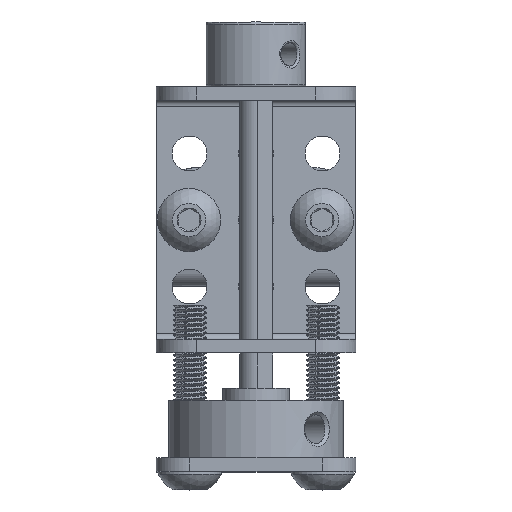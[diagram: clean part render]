
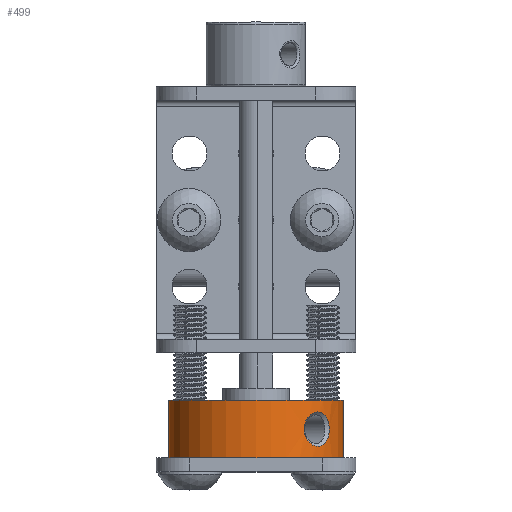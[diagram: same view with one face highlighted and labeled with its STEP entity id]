
A CAD part, top view. The second image highlights one B-rep face of the part: STEP entity #499.
In plain terms, the highlighted cylindrical face has radius 10.55 mm (diameter 21.1 mm), a full revolution.
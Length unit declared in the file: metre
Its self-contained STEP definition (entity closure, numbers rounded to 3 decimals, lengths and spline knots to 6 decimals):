
#499 = ADVANCED_FACE( '', ( #1009, #1010, #1011 ), #1012, .T. );
#1009 = FACE_OUTER_BOUND( '', #6682, .T. );
#1010 = FACE_OUTER_BOUND( '', #6683, .T. );
#1011 = FACE_BOUND( '', #6684, .T. );
#1012 = CYLINDRICAL_SURFACE( '', #6685, 0.01055 );
#6682 = EDGE_LOOP( '', ( #11618 ) );
#6683 = EDGE_LOOP( '', ( #11619 ) );
#6684 = EDGE_LOOP( '', ( #11620 ) );
#6685 = AXIS2_PLACEMENT_3D( '', #11621, #11622, #11623 );
#11618 = ORIENTED_EDGE( '', *, *, #13857, .F. );
#11619 = ORIENTED_EDGE( '', *, *, #13996, .T. );
#11620 = ORIENTED_EDGE( '', *, *, #13997, .T. );
#11621 = CARTESIAN_POINT( '', ( 0., 0., 0.00845 ) );
#11622 = DIRECTION( '', ( 0., 0., -1. ) );
#11623 = DIRECTION( '', ( -0.707, -0.707, 0. ) );
#13857 = EDGE_CURVE( '', #14876, #14876, #14877, .T. );
#13996 = EDGE_CURVE( '', #15129, #15129, #15130, .T. );
#13997 = EDGE_CURVE( '', #15131, #15131, #15132, .T. );
#14876 = VERTEX_POINT( '', #17911 );
#14877 = CIRCLE( '', #17912, 0.01055 );
#15129 = VERTEX_POINT( '', #19960 );
#15130 = CIRCLE( '', #19961, 0.01055 );
#15131 = VERTEX_POINT( '', #19962 );
#15132 = B_SPLINE_CURVE_WITH_KNOTS( '', 3, ( #19963, #19964, #19965, #19966, #19967, #19968, #19969, #19970, #19971, #19972, #19973, #19974, #19975, #19976, #19977, #19978, #19979, #19980, #19981, #19982, #19983, #19984, #19985, #19986, #19987, #19988, #19989, #19990, #19991, #19992, #19993, #19994, #19995, #19996, #19997 ), .UNSPECIFIED., .T., .F., ( 2, 1, 1, 1, 1, 1, 1, 1, 1, 1, 1, 1, 1, 1, 1, 1, 1, 1, 1, 1, 1, 1, 1, 1, 1, 1, 1, 1, 1, 1, 1, 1, 1, 1, 1, 1, 2 ), ( -0.062505, -0.031087, 0., 0.031083, 0.0625, 0.094007, 0.125002, 0.156243, 0.1875, 0.219015, 0.249997, 0.280938, 0.312494, 0.343756, 0.374993, 0.406008, 0.437495, 0.468865, 0.5, 0.531121, 0.5625, 0.593989, 0.625002, 0.656241, 0.6875, 0.719022, 0.749998, 0.78095, 0.812495, 0.843755, 0.874993, 0.905979, 0.937495, 0.968913, 1., 1.031083, 1.0625 ), .UNSPECIFIED. );
#17911 = CARTESIAN_POINT( '', ( 0.00746, 0.00746, 0.007 ) );
#17912 = AXIS2_PLACEMENT_3D( '', #24954, #24955, #24956 );
#19960 = CARTESIAN_POINT( '', ( 0.00746, 0.00746, 0. ) );
#19961 = AXIS2_PLACEMENT_3D( '', #24994, #24995, #24996 );
#19962 = CARTESIAN_POINT( '', ( 0., -0.01055, 0.005575 ) );
#19963 = CARTESIAN_POINT( '', ( -0.000415, -0.010545, 0.005549 ) );
#19964 = CARTESIAN_POINT( '', ( 0., -0.010553, 0.005588 ) );
#19965 = CARTESIAN_POINT( '', ( 0.000415, -0.010545, 0.005549 ) );
#19966 = CARTESIAN_POINT( '', ( 0.000815, -0.010521, 0.005431 ) );
#19967 = CARTESIAN_POINT( '', ( 0.001187, -0.010485, 0.005244 ) );
#19968 = CARTESIAN_POINT( '', ( 0.001515, -0.010442, 0.004989 ) );
#19969 = CARTESIAN_POINT( '', ( 0.001786, -0.010399, 0.004675 ) );
#19970 = CARTESIAN_POINT( '', ( 0.001988, -0.010361, 0.004311 ) );
#19971 = CARTESIAN_POINT( '', ( 0.002118, -0.010335, 0.003915 ) );
#19972 = CARTESIAN_POINT( '', ( 0.00216, -0.010326, 0.0035 ) );
#19973 = CARTESIAN_POINT( '', ( 0.002117, -0.010335, 0.003086 ) );
#19974 = CARTESIAN_POINT( '', ( 0.001988, -0.010361, 0.00269 ) );
#19975 = CARTESIAN_POINT( '', ( 0.001786, -0.010399, 0.002325 ) );
#19976 = CARTESIAN_POINT( '', ( 0.001515, -0.010442, 0.002011 ) );
#19977 = CARTESIAN_POINT( '', ( 0.001188, -0.010485, 0.001756 ) );
#19978 = CARTESIAN_POINT( '', ( 0.000816, -0.010521, 0.001569 ) );
#19979 = CARTESIAN_POINT( '', ( 0.000415, -0.010544, 0.001451 ) );
#19980 = CARTESIAN_POINT( '', ( 0., -0.010553, 0.001412 ) );
#19981 = CARTESIAN_POINT( '', ( -0.000415, -0.010544, 0.001451 ) );
#19982 = CARTESIAN_POINT( '', ( -0.000815, -0.010521, 0.001569 ) );
#19983 = CARTESIAN_POINT( '', ( -0.001187, -0.010485, 0.001756 ) );
#19984 = CARTESIAN_POINT( '', ( -0.001515, -0.010442, 0.002011 ) );
#19985 = CARTESIAN_POINT( '', ( -0.001786, -0.010399, 0.002325 ) );
#19986 = CARTESIAN_POINT( '', ( -0.001988, -0.010361, 0.002689 ) );
#19987 = CARTESIAN_POINT( '', ( -0.002117, -0.010336, 0.003086 ) );
#19988 = CARTESIAN_POINT( '', ( -0.00216, -0.010326, 0.0035 ) );
#19989 = CARTESIAN_POINT( '', ( -0.002118, -0.010335, 0.003914 ) );
#19990 = CARTESIAN_POINT( '', ( -0.001988, -0.010361, 0.004311 ) );
#19991 = CARTESIAN_POINT( '', ( -0.001786, -0.010399, 0.004675 ) );
#19992 = CARTESIAN_POINT( '', ( -0.001515, -0.010442, 0.004988 ) );
#19993 = CARTESIAN_POINT( '', ( -0.001187, -0.010485, 0.005244 ) );
#19994 = CARTESIAN_POINT( '', ( -0.000815, -0.010521, 0.005431 ) );
#19995 = CARTESIAN_POINT( '', ( -0.000415, -0.010545, 0.005549 ) );
#19996 = CARTESIAN_POINT( '', ( 0., -0.010553, 0.005588 ) );
#19997 = CARTESIAN_POINT( '', ( 0.000415, -0.010545, 0.005549 ) );
#24954 = CARTESIAN_POINT( '', ( 0., 0., 0.007 ) );
#24955 = DIRECTION( '', ( 0., 0., 1. ) );
#24956 = DIRECTION( '', ( 0.707, 0.707, 0. ) );
#24994 = CARTESIAN_POINT( '', ( 0., 0., 0. ) );
#24995 = DIRECTION( '', ( 0., 0., 1. ) );
#24996 = DIRECTION( '', ( 0.707, 0.707, 0. ) );
